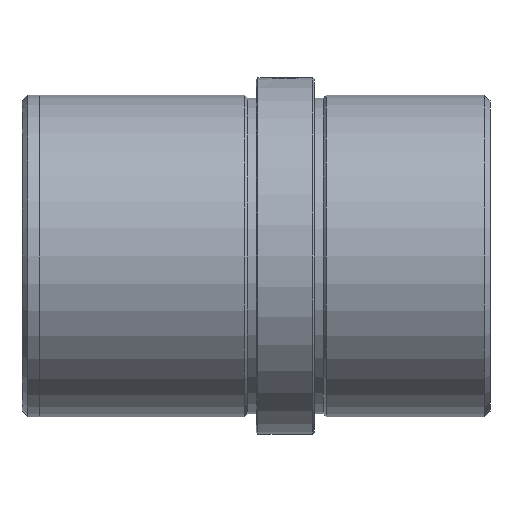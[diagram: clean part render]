
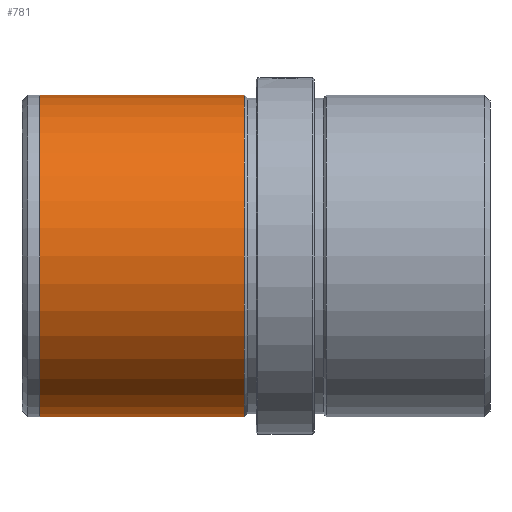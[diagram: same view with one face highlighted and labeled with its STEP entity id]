
A CAD part, left-side view. The second image highlights one B-rep face of the part: STEP entity #781.
In plain terms, the highlighted cylindrical face has radius 27.5 mm (diameter 55 mm), a partial arc.
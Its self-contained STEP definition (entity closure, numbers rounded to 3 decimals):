
#26 = EDGE_CURVE ( 'NONE', #714, #751, #255, .T. ) ;
#52 = CARTESIAN_POINT ( 'NONE',  ( 0., 77., 27.5 ) ) ;
#96 = AXIS2_PLACEMENT_3D ( 'NONE', #459, #1592, #630 ) ;
#144 = CARTESIAN_POINT ( 'NONE',  ( 0., 42., 27.5 ) ) ;
#180 = EDGE_CURVE ( 'NONE', #714, #924, #866, .T. ) ;
#203 = CARTESIAN_POINT ( 'NONE',  ( 0., 0., -27.5 ) ) ;
#255 = CIRCLE ( 'NONE', #1777, 27.5 ) ;
#459 = CARTESIAN_POINT ( 'NONE',  ( 0., 42., 0. ) ) ;
#470 = DIRECTION ( 'NONE',  ( 0., 0., -1. ) ) ;
#630 = DIRECTION ( 'NONE',  ( 0., 0., -1. ) ) ;
#697 = VECTOR ( 'NONE', #1182, 1000. ) ;
#714 = VERTEX_POINT ( 'NONE', #52 ) ;
#741 = CARTESIAN_POINT ( 'NONE',  ( 0., 77., -27.5 ) ) ;
#751 = VERTEX_POINT ( 'NONE', #741 ) ;
#781 = ADVANCED_FACE ( 'NONE', ( #1479 ), #1057, .T. ) ;
#809 = EDGE_LOOP ( 'NONE', ( #903, #2095, #1270, #1271 ) ) ;
#866 = LINE ( 'NONE', #1038, #1244 ) ;
#903 = ORIENTED_EDGE ( 'NONE', *, *, #180, .F. ) ;
#913 = EDGE_CURVE ( 'NONE', #924, #1469, #1326, .T. ) ;
#924 = VERTEX_POINT ( 'NONE', #144 ) ;
#1038 = CARTESIAN_POINT ( 'NONE',  ( 0., 0., 27.5 ) ) ;
#1057 = CYLINDRICAL_SURFACE ( 'NONE', #1882, 27.5 ) ;
#1064 = EDGE_CURVE ( 'NONE', #751, #1469, #1130, .T. ) ;
#1073 = CARTESIAN_POINT ( 'NONE',  ( 0., 0., 0. ) ) ;
#1118 = CARTESIAN_POINT ( 'NONE',  ( 0., 77., 0. ) ) ;
#1130 = LINE ( 'NONE', #203, #697 ) ;
#1182 = DIRECTION ( 'NONE',  ( 0., -1., 0. ) ) ;
#1230 = DIRECTION ( 'NONE',  ( 0., -1., 0. ) ) ;
#1244 = VECTOR ( 'NONE', #1997, 1000. ) ;
#1270 = ORIENTED_EDGE ( 'NONE', *, *, #1064, .T. ) ;
#1271 = ORIENTED_EDGE ( 'NONE', *, *, #913, .F. ) ;
#1326 = CIRCLE ( 'NONE', #96, 27.5 ) ;
#1436 = DIRECTION ( 'NONE',  ( 0., -1., 0. ) ) ;
#1469 = VERTEX_POINT ( 'NONE', #1949 ) ;
#1479 = FACE_OUTER_BOUND ( 'NONE', #809, .T. ) ;
#1545 = DIRECTION ( 'NONE',  ( 0., 0., -1. ) ) ;
#1592 = DIRECTION ( 'NONE',  ( 0., -1., 0. ) ) ;
#1777 = AXIS2_PLACEMENT_3D ( 'NONE', #1118, #1436, #470 ) ;
#1882 = AXIS2_PLACEMENT_3D ( 'NONE', #1073, #1230, #1545 ) ;
#1949 = CARTESIAN_POINT ( 'NONE',  ( 0., 42., -27.5 ) ) ;
#1997 = DIRECTION ( 'NONE',  ( 0., -1., 0. ) ) ;
#2095 = ORIENTED_EDGE ( 'NONE', *, *, #26, .T. ) ;
